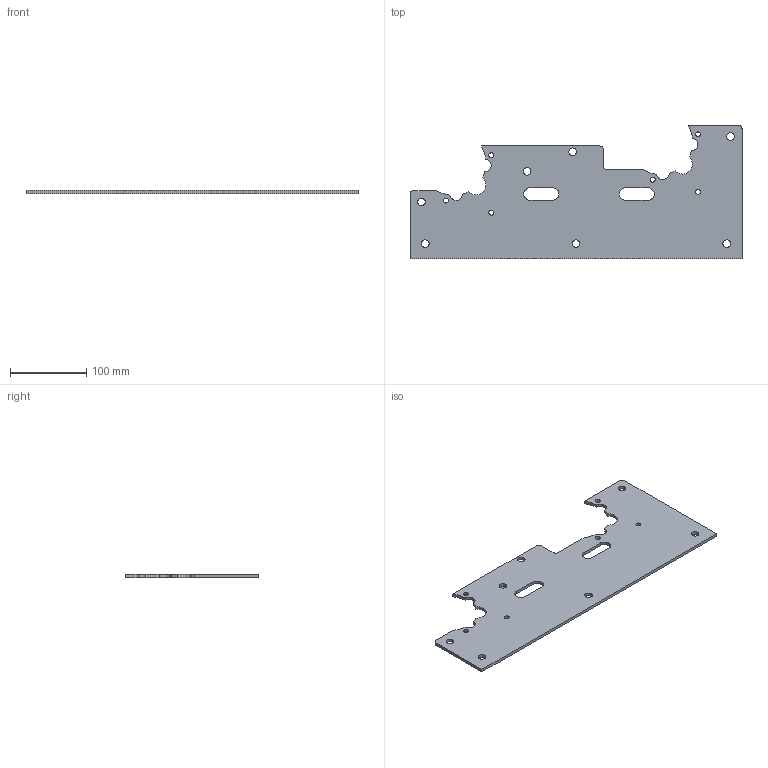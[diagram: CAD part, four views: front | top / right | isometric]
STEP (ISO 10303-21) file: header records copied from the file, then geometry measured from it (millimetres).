
FILE_DESCRIPTION(/* description */ (''),/* implementation_level */ '2;1');
FILE_NAME(/* name */ 'Support Moteurs Droits.step',/* time_stamp */ '2024-05-05T18:14:43+02:00',/* author */ (''),/* organization */ (''),/* preprocessor_version */ 'ST-DEVELOPER v20',/* originating_system */ 'Autodesk Translation Framework v12.20.1.177',/* authorisation */ '');
FILE_SCHEMA (('AUTOMOTIVE_DESIGN { 1 0 10303 214 3 1 1 }'));
Length unit declared in the file: millimetre
Products named in the file (1): Support Moteurs Droits
Bounding box: 435 x 175.22 x 4 mm (x, y, z)
Volume: 215284.1 mm3; surface area: 115213.2 mm2
Topology: 1 solids, 1 shells, 51 faces, 147 edges, 98 vertices
Faces by surface type: cylinder 37, plane 14
Full cylindrical faces by diameter (mm): 6.5 x6, 10 x7
Entity records: 1808 total; most frequent: DIRECTION 325, CARTESIAN_POINT 297, ORIENTED_EDGE 294, EDGE_CURVE 147, AXIS2_PLACEMENT_3D 126, VERTEX_POINT 98, EDGE_LOOP 81, CIRCLE 74
